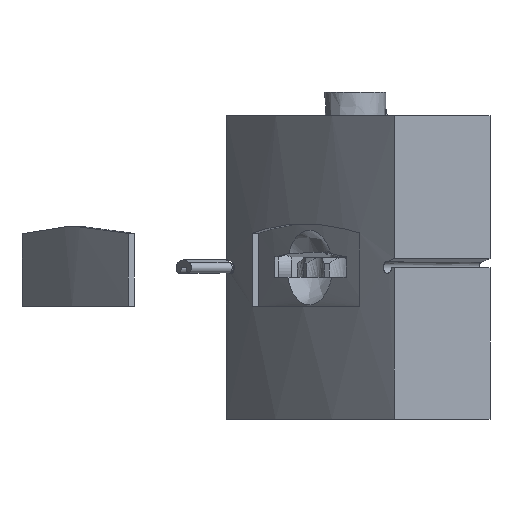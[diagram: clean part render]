
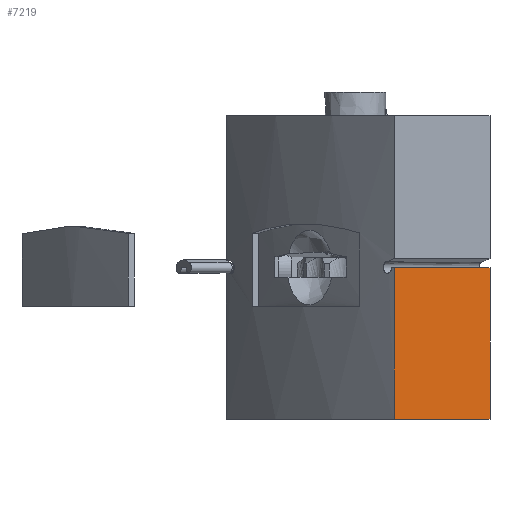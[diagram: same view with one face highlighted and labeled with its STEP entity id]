
A CAD part, top view. The second image highlights one B-rep face of the part: STEP entity #7219.
In plain terms, the highlighted free-form (B-spline) face has degree [1, 1] with [2, 2] control points.
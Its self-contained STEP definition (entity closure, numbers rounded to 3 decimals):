
#6480 = VERTEX_POINT('',#6481);
#6481 = CARTESIAN_POINT('',(-850.174,-275.533,
    -100.808));
#6487 = EDGE_CURVE('',#6480,#6488,#6490,.T.);
#6488 = VERTEX_POINT('',#6489);
#6489 = CARTESIAN_POINT('',(-850.174,-181.478,
    -100.808));
#6490 = B_SPLINE_CURVE_WITH_KNOTS('',1,(#6491,#6492),.UNSPECIFIED.,.F.,
  .F.,(2,2),(0.,77.5),.PIECEWISE_BEZIER_KNOTS.);
#6491 = CARTESIAN_POINT('',(-850.174,-275.533,
    -100.808));
#6492 = CARTESIAN_POINT('',(-850.174,-181.478,
    -100.808));
#6632 = VERTEX_POINT('',#6633);
#6633 = CARTESIAN_POINT('',(-790.962,-275.533,
    -160.021));
#6639 = EDGE_CURVE('',#6632,#6640,#6642,.T.);
#6640 = VERTEX_POINT('',#6641);
#6641 = CARTESIAN_POINT('',(-790.962,-181.478,
    -160.021));
#6642 = B_SPLINE_CURVE_WITH_KNOTS('',1,(#6643,#6644),.UNSPECIFIED.,.F.,
  .F.,(2,2),(0.,77.5),.PIECEWISE_BEZIER_KNOTS.);
#6643 = CARTESIAN_POINT('',(-790.962,-275.533,
    -160.021));
#6644 = CARTESIAN_POINT('',(-790.962,-181.478,
    -160.021));
#6996 = EDGE_CURVE('',#6480,#6632,#6997,.T.);
#6997 = B_SPLINE_CURVE_WITH_KNOTS('',1,(#6998,#6999),.UNSPECIFIED.,.F.,
  .F.,(2,2),(11.,80.),.PIECEWISE_BEZIER_KNOTS.);
#6998 = CARTESIAN_POINT('',(-850.174,-275.533,
    -100.808));
#6999 = CARTESIAN_POINT('',(-790.962,-275.533,
    -160.021));
#7219 = ADVANCED_FACE('',(#7220),#7230,.T.);
#7220 = FACE_BOUND('',#7221,.T.);
#7221 = EDGE_LOOP('',(#7222,#7223,#7228,#7229));
#7222 = ORIENTED_EDGE('',*,*,#6639,.T.);
#7223 = ORIENTED_EDGE('',*,*,#7224,.T.);
#7224 = EDGE_CURVE('',#6640,#6488,#7225,.T.);
#7225 = B_SPLINE_CURVE_WITH_KNOTS('',1,(#7226,#7227),.UNSPECIFIED.,.F.,
  .F.,(2,2),(1.,70.),.PIECEWISE_BEZIER_KNOTS.);
#7226 = CARTESIAN_POINT('',(-790.962,-181.478,
    -160.021));
#7227 = CARTESIAN_POINT('',(-850.174,-181.478,
    -100.808));
#7228 = ORIENTED_EDGE('',*,*,#6487,.F.);
#7229 = ORIENTED_EDGE('',*,*,#6996,.T.);
#7230 = B_SPLINE_SURFACE_WITH_KNOTS('',1,1,(
    (#7231,#7232)
    ,(#7233,#7234
    )),.UNSPECIFIED.,.F.,.F.,.F.,(2,2),(2,2),(11.,80.),(0.,77.5),
  .PIECEWISE_BEZIER_KNOTS.);
#7231 = CARTESIAN_POINT('',(-850.174,-275.533,
    -100.808));
#7232 = CARTESIAN_POINT('',(-850.174,-181.478,
    -100.808));
#7233 = CARTESIAN_POINT('',(-790.962,-275.533,
    -160.021));
#7234 = CARTESIAN_POINT('',(-790.962,-181.478,
    -160.021));
